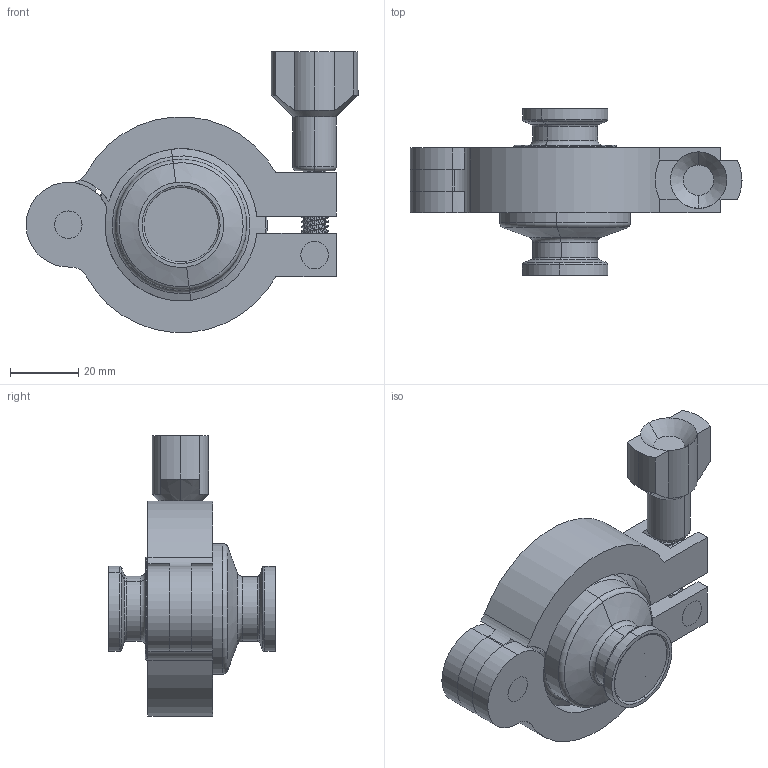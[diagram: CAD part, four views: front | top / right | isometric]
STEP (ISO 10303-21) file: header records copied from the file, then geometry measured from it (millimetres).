
FILE_DESCRIPTION (( 'STEP AP203' ), '1' );
FILE_NAME ('93JR-075-C.STEP', '2022-01-20T14:39:34', ( '' ), ( '' ), 'SwSTEP 2.0', 'SolidWorks 2018', '' );
FILE_SCHEMA (( 'CONFIG_CONTROL_DESIGN' ));
Length unit declared in the file: inch
Products named in the file (2): 93JR-075-C
Bounding box: 97.16 x 48.82 x 82.15 mm (x, y, z)
Volume: 81724.8 mm3; surface area: 29732.3 mm2
Topology: 2 solids, 4 shells, 287 faces, 676 edges, 411 vertices
Faces by surface type: cylinder 122, cone 80, plane 47, torus 38
Entity records: 10329 total; most frequent: CARTESIAN_POINT 3657, DIRECTION 1398, ORIENTED_EDGE 1352, EDGE_CURVE 676, AXIS2_PLACEMENT_3D 575, VERTEX_POINT 411, EDGE_LOOP 303, FACE_OUTER_BOUND 287
